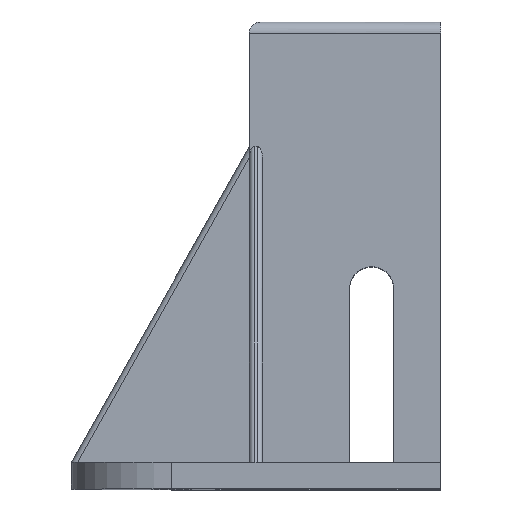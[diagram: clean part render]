
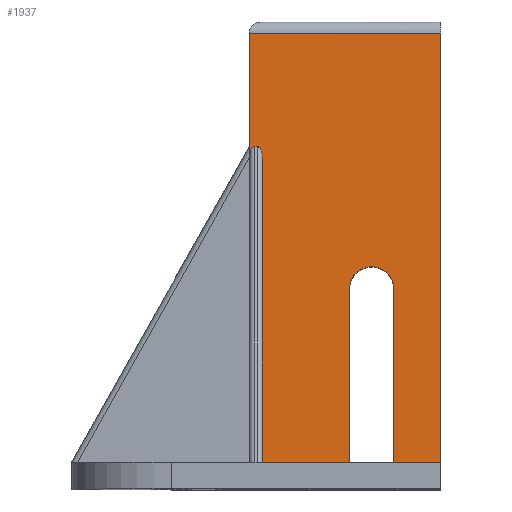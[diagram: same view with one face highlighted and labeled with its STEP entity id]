
A CAD part, top view. The second image highlights one B-rep face of the part: STEP entity #1937.
In plain terms, the highlighted planar face has unit normal (0, 0, 1).
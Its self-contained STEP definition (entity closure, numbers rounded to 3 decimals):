
#1 = VERTEX_POINT ( 'NONE', #119 ) ;
#2 = VERTEX_POINT ( 'NONE', #120 ) ;
#7 = VERTEX_POINT ( 'NONE', #173 ) ;
#21 = ORIENTED_EDGE ( 'NONE', *, *, #24, .T. ) ;
#24 = EDGE_CURVE ( 'NONE', #7, #1, #472, .T. ) ;
#25 = EDGE_CURVE ( 'NONE', #1, #1985, #466, .T. ) ;
#119 = CARTESIAN_POINT ( 'NONE',  ( 15.5, 6., 27.5 ) ) ;
#120 = CARTESIAN_POINT ( 'NONE',  ( -7.5, 6., 27.5 ) ) ;
#173 = CARTESIAN_POINT ( 'NONE',  ( 7.5, 6., 27.5 ) ) ;
#239 = VERTEX_POINT ( 'NONE', #803 ) ;
#244 = VERTEX_POINT ( 'NONE', #792 ) ;
#251 = EDGE_CURVE ( 'NONE', #239, #244, #825, .T. ) ;
#463 = DIRECTION ( 'NONE',  ( 0., 1., 0. ) ) ;
#464 = VECTOR ( 'NONE', #463, 1000. ) ;
#465 = CARTESIAN_POINT ( 'NONE',  ( 15.5, 105., 27.5 ) ) ;
#466 = LINE ( 'NONE', #465, #464 ) ;
#469 = DIRECTION ( 'NONE',  ( 1., 0., 0. ) ) ;
#470 = VECTOR ( 'NONE', #469, 1000. ) ;
#471 = CARTESIAN_POINT ( 'NONE',  ( 27.5, 6., 27.5 ) ) ;
#472 = LINE ( 'NONE', #471, #470 ) ;
#645 = ORIENTED_EDGE ( 'NONE', *, *, #2228, .F. ) ;
#775 = EDGE_CURVE ( 'NONE', #2205, #7, #1079, .T. ) ;
#792 = CARTESIAN_POINT ( 'NONE',  ( -27.5, 74.555, 27.5 ) ) ;
#803 = CARTESIAN_POINT ( 'NONE',  ( -27.5, 102.5, 27.5 ) ) ;
#823 = DIRECTION ( 'NONE',  ( 0., -1., 0. ) ) ;
#824 = VECTOR ( 'NONE', #823, 1000. ) ;
#825 = LINE ( 'NONE', #830, #824 ) ;
#830 = CARTESIAN_POINT ( 'NONE',  ( -27.5, 105., 27.5 ) ) ;
#1068 = DIRECTION ( 'NONE',  ( 1., 0., 0. ) ) ;
#1078 = VECTOR ( 'NONE', #1068, 1000. ) ;
#1079 = LINE ( 'NONE', #1080, #1078 ) ;
#1080 = CARTESIAN_POINT ( 'NONE',  ( 27.5, 6., 27.5 ) ) ;
#1102 = AXIS2_PLACEMENT_3D ( 'NONE', #1135, #1134, #1133 ) ;
#1112 = DIRECTION ( 'NONE',  ( 0., 1., 0. ) ) ;
#1113 = VECTOR ( 'NONE', #1112, 1000. ) ;
#1115 = EDGE_CURVE ( 'NONE', #2238, #2, #1123, .T. ) ;
#1117 = CARTESIAN_POINT ( 'NONE',  ( -24.5, 105., 27.5 ) ) ;
#1118 = LINE ( 'NONE', #1117, #1113 ) ;
#1120 = DIRECTION ( 'NONE',  ( -1., 0., 0. ) ) ;
#1121 = VECTOR ( 'NONE', #1120, 1000. ) ;
#1122 = CARTESIAN_POINT ( 'NONE',  ( 27.5, 6., 27.5 ) ) ;
#1123 = LINE ( 'NONE', #1122, #1121 ) ;
#1133 = DIRECTION ( 'NONE',  ( -1., 0., 0. ) ) ;
#1134 = DIRECTION ( 'NONE',  ( 0., 0., -1. ) ) ;
#1135 = CARTESIAN_POINT ( 'NONE',  ( 27.5, 105., 27.5 ) ) ;
#1137 = PLANE ( 'NONE',  #1102 ) ;
#1143 = FACE_OUTER_BOUND ( 'NONE', #2005, .T. ) ;
#1156 = CARTESIAN_POINT ( 'NONE',  ( 27.5, 6., 27.5 ) ) ;
#1169 = CARTESIAN_POINT ( 'NONE',  ( 27.5, 77., 27.5 ) ) ;
#1171 = CARTESIAN_POINT ( 'NONE',  ( -24.5, 74.555, 27.5 ) ) ;
#1172 = CARTESIAN_POINT ( 'NONE',  ( -24.5, 75.987, 27.5 ) ) ;
#1173 = CARTESIAN_POINT ( 'NONE',  ( -24.997, 77., 27.5 ) ) ;
#1174 = CARTESIAN_POINT ( 'NONE',  ( -25.7, 77., 27.5 ) ) ;
#1176 = CIRCLE ( 'NONE', #1199, 5. ) ;
#1177 =( BOUNDED_CURVE ( )  B_SPLINE_CURVE ( 3, ( #1174, #1173, #1172, #1171 ),
 .UNSPECIFIED., .F., .T. ) 
 B_SPLINE_CURVE_WITH_KNOTS ( ( 4, 4 ),
 ( 3.142, 4.712 ),
 .UNSPECIFIED. ) 
 CURVE ( )  GEOMETRIC_REPRESENTATION_ITEM ( )  RATIONAL_B_SPLINE_CURVE ( ( 1., 0.805, 0.805, 1. ) ) 
 REPRESENTATION_ITEM ( '' )  );
#1178 = DIRECTION ( 'NONE',  ( 1., 0., 0. ) ) ;
#1179 = VECTOR ( 'NONE', #1178, 1000. ) ;
#1180 = LINE ( 'NONE', #1156, #1179 ) ;
#1187 = CARTESIAN_POINT ( 'NONE',  ( -26.3, 77., 27.5 ) ) ;
#1188 = CARTESIAN_POINT ( 'NONE',  ( -27.003, 77., 27.5 ) ) ;
#1189 = CARTESIAN_POINT ( 'NONE',  ( -27.5, 75.987, 27.5 ) ) ;
#1190 = CARTESIAN_POINT ( 'NONE',  ( -27.5, 74.555, 27.5 ) ) ;
#1191 = CARTESIAN_POINT ( 'NONE',  ( -25.7, 77., 27.5 ) ) ;
#1193 =( BOUNDED_CURVE ( )  B_SPLINE_CURVE ( 3, ( #1190, #1189, #1188, #1187 ),
 .UNSPECIFIED., .F., .F. ) 
 B_SPLINE_CURVE_WITH_KNOTS ( ( 4, 4 ),
 ( 4.712, 6.283 ),
 .UNSPECIFIED. ) 
 CURVE ( )  GEOMETRIC_REPRESENTATION_ITEM ( )  RATIONAL_B_SPLINE_CURVE ( ( 1., 0.805, 0.805, 1. ) ) 
 REPRESENTATION_ITEM ( '' )  );
#1194 = CARTESIAN_POINT ( 'NONE',  ( 15.5, 102.5, 27.5 ) ) ;
#1196 = DIRECTION ( 'NONE',  ( -1., 0., 0. ) ) ;
#1197 = DIRECTION ( 'NONE',  ( 0., 0., 1. ) ) ;
#1198 = CARTESIAN_POINT ( 'NONE',  ( 0., 45., 27.5 ) ) ;
#1199 = AXIS2_PLACEMENT_3D ( 'NONE', #1198, #1197, #1196 ) ;
#1202 = CARTESIAN_POINT ( 'NONE',  ( -24.5, 74.555, 27.5 ) ) ;
#1204 = DIRECTION ( 'NONE',  ( 1., 0., 0. ) ) ;
#1205 = VECTOR ( 'NONE', #1204, 1000. ) ;
#1206 = LINE ( 'NONE', #1169, #1205 ) ;
#1207 = CARTESIAN_POINT ( 'NONE',  ( -26.3, 77., 27.5 ) ) ;
#1228 = DIRECTION ( 'NONE',  ( -1., 0., 0. ) ) ;
#1229 = VECTOR ( 'NONE', #1228, 1000. ) ;
#1234 = CARTESIAN_POINT ( 'NONE',  ( 27.5, 102.5, 27.5 ) ) ;
#1237 = LINE ( 'NONE', #1234, #1229 ) ;
#1262 = ORIENTED_EDGE ( 'NONE', *, *, #1291, .F. ) ;
#1288 = ORIENTED_EDGE ( 'NONE', *, *, #1115, .F. ) ;
#1290 = ORIENTED_EDGE ( 'NONE', *, *, #1963, .T. ) ;
#1291 = EDGE_CURVE ( 'NONE', #2369, #1976, #1118, .T. ) ;
#1560 = CARTESIAN_POINT ( 'NONE',  ( 5., 6., 27.5 ) ) ;
#1607 = CARTESIAN_POINT ( 'NONE',  ( 5., 45., 27.5 ) ) ;
#1616 = CARTESIAN_POINT ( 'NONE',  ( -5., 6., 27.5 ) ) ;
#1624 = DIRECTION ( 'NONE',  ( 0., 1., 0. ) ) ;
#1625 = VECTOR ( 'NONE', #1624, 1000. ) ;
#1626 = CARTESIAN_POINT ( 'NONE',  ( 5., 45., 27.5 ) ) ;
#1627 = LINE ( 'NONE', #1626, #1625 ) ;
#1632 = CARTESIAN_POINT ( 'NONE',  ( -5., 45., 27.5 ) ) ;
#1799 = CARTESIAN_POINT ( 'NONE',  ( -5., 0., 27.5 ) ) ;
#1837 = DIRECTION ( 'NONE',  ( 0., -1., 0. ) ) ;
#1838 = VECTOR ( 'NONE', #1837, 1000. ) ;
#1839 = LINE ( 'NONE', #1799, #1838 ) ;
#1840 = CARTESIAN_POINT ( 'NONE',  ( -24.5, 6., 27.5 ) ) ;
#1933 = ORIENTED_EDGE ( 'NONE', *, *, #775, .T. ) ;
#1937 = ADVANCED_FACE ( 'NONE', ( #1143 ), #1137, .F. ) ;
#1938 = ORIENTED_EDGE ( 'NONE', *, *, #251, .T. ) ;
#1941 = ORIENTED_EDGE ( 'NONE', *, *, #1988, .T. ) ;
#1957 = EDGE_CURVE ( 'NONE', #2369, #2, #1180, .T. ) ;
#1962 = ORIENTED_EDGE ( 'NONE', *, *, #1973, .F. ) ;
#1963 = EDGE_CURVE ( 'NONE', #1980, #1976, #1177, .T. ) ;
#1968 = ORIENTED_EDGE ( 'NONE', *, *, #1957, .T. ) ;
#1969 = EDGE_CURVE ( 'NONE', #1975, #1980, #1206, .T. ) ;
#1973 = EDGE_CURVE ( 'NONE', #2212, #2233, #1176, .T. ) ;
#1975 = VERTEX_POINT ( 'NONE', #1207 ) ;
#1976 = VERTEX_POINT ( 'NONE', #1202 ) ;
#1977 = EDGE_CURVE ( 'NONE', #244, #1975, #1193, .T. ) ;
#1978 = ORIENTED_EDGE ( 'NONE', *, *, #1969, .T. ) ;
#1979 = ORIENTED_EDGE ( 'NONE', *, *, #1977, .T. ) ;
#1980 = VERTEX_POINT ( 'NONE', #1191 ) ;
#1985 = VERTEX_POINT ( 'NONE', #1194 ) ;
#1986 = ORIENTED_EDGE ( 'NONE', *, *, #25, .T. ) ;
#1988 = EDGE_CURVE ( 'NONE', #1985, #239, #1237, .T. ) ;
#2005 = EDGE_LOOP ( 'NONE', ( #21, #1986, #1941, #1938, #1979, #1978, #1290, #1262, #1968, #1288, #2010, #1962, #645, #1933 ) ) ;
#2010 = ORIENTED_EDGE ( 'NONE', *, *, #2363, .F. ) ;
#2205 = VERTEX_POINT ( 'NONE', #1560 ) ;
#2212 = VERTEX_POINT ( 'NONE', #1607 ) ;
#2228 = EDGE_CURVE ( 'NONE', #2205, #2212, #1627, .T. ) ;
#2233 = VERTEX_POINT ( 'NONE', #1632 ) ;
#2238 = VERTEX_POINT ( 'NONE', #1616 ) ;
#2363 = EDGE_CURVE ( 'NONE', #2233, #2238, #1839, .T. ) ;
#2369 = VERTEX_POINT ( 'NONE', #1840 ) ;
